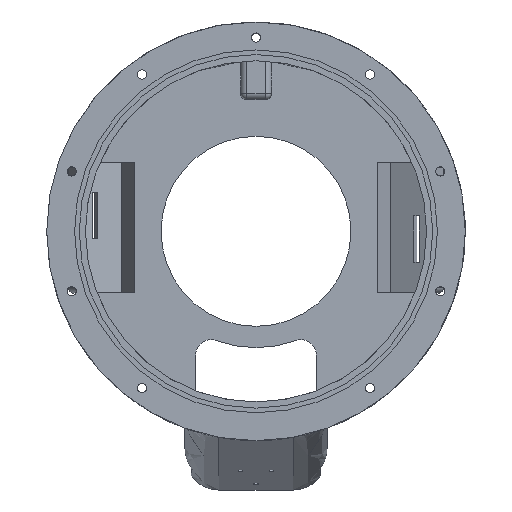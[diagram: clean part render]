
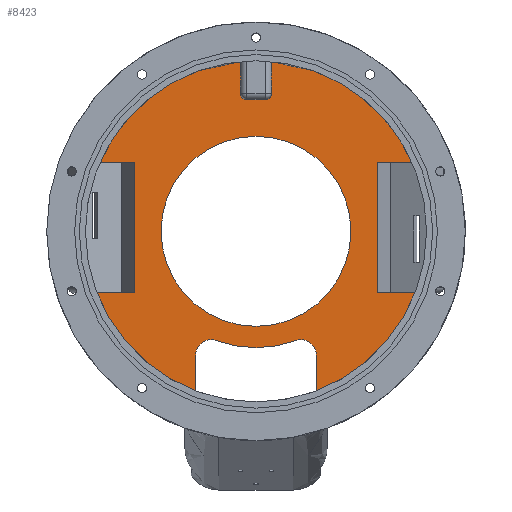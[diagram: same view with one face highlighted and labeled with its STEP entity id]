
A CAD part, front view. The second image highlights one B-rep face of the part: STEP entity #8423.
In plain terms, the highlighted planar face has unit normal (0, -1, 0).
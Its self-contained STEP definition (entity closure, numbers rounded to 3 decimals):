
#25=FACE_BOUND('',#1382,.T.);
#573=CIRCLE('',#8978,110.);
#574=CIRCLE('',#8979,110.);
#575=CIRCLE('',#8980,10.);
#576=CIRCLE('',#8981,75.);
#577=CIRCLE('',#8982,10.);
#578=CIRCLE('',#8983,110.);
#579=CIRCLE('',#8984,61.25);
#897=FACE_OUTER_BOUND('',#1381,.T.);
#1381=EDGE_LOOP('',(#5990,#5991,#5992,#5993,#5994,#5995,#5996,#5997,#5998,
#5999,#6000,#6001,#6002,#6003));
#1382=EDGE_LOOP('',(#6004));
#1908=LINE('',#12163,#2700);
#1913=LINE('',#12193,#2705);
#1954=LINE('',#12513,#2746);
#1957=LINE('',#12535,#2749);
#1958=LINE('',#12543,#2750);
#1959=LINE('',#12547,#2751);
#1960=LINE('',#12549,#2752);
#1961=LINE('',#12550,#2753);
#2700=VECTOR('',#9576,10.);
#2705=VECTOR('',#9587,10.);
#2746=VECTOR('',#9708,10.);
#2749=VECTOR('',#9727,10.);
#2750=VECTOR('',#9734,10.);
#2751=VECTOR('',#9737,10.);
#2752=VECTOR('',#9738,10.);
#2753=VECTOR('',#9739,10.);
#3546=VERTEX_POINT('',#12160);
#3547=VERTEX_POINT('',#12162);
#3552=VERTEX_POINT('',#12190);
#3553=VERTEX_POINT('',#12192);
#3594=VERTEX_POINT('',#12530);
#3595=VERTEX_POINT('',#12532);
#3596=VERTEX_POINT('',#12534);
#3597=VERTEX_POINT('',#12536);
#3598=VERTEX_POINT('',#12538);
#3599=VERTEX_POINT('',#12540);
#3600=VERTEX_POINT('',#12542);
#3601=VERTEX_POINT('',#12544);
#3602=VERTEX_POINT('',#12546);
#3603=VERTEX_POINT('',#12548);
#3604=VERTEX_POINT('',#12551);
#4441=EDGE_CURVE('',#3546,#3547,#1908,.T.);
#4448=EDGE_CURVE('',#3552,#3553,#1913,.T.);
#4515=EDGE_CURVE('',#3553,#3546,#1954,.T.);
#4520=EDGE_CURVE('',#3594,#3547,#573,.T.);
#4521=EDGE_CURVE('',#3552,#3595,#574,.T.);
#4522=EDGE_CURVE('',#3595,#3596,#1957,.T.);
#4523=EDGE_CURVE('',#3596,#3597,#575,.T.);
#4524=EDGE_CURVE('',#3597,#3598,#576,.T.);
#4525=EDGE_CURVE('',#3598,#3599,#577,.T.);
#4526=EDGE_CURVE('',#3599,#3600,#1958,.T.);
#4527=EDGE_CURVE('',#3600,#3601,#578,.T.);
#4528=EDGE_CURVE('',#3602,#3601,#1959,.T.);
#4529=EDGE_CURVE('',#3603,#3602,#1960,.T.);
#4530=EDGE_CURVE('',#3594,#3603,#1961,.T.);
#4531=EDGE_CURVE('',#3604,#3604,#579,.T.);
#5990=ORIENTED_EDGE('',*,*,#4520,.T.);
#5991=ORIENTED_EDGE('',*,*,#4441,.F.);
#5992=ORIENTED_EDGE('',*,*,#4515,.F.);
#5993=ORIENTED_EDGE('',*,*,#4448,.F.);
#5994=ORIENTED_EDGE('',*,*,#4521,.T.);
#5995=ORIENTED_EDGE('',*,*,#4522,.T.);
#5996=ORIENTED_EDGE('',*,*,#4523,.T.);
#5997=ORIENTED_EDGE('',*,*,#4524,.T.);
#5998=ORIENTED_EDGE('',*,*,#4525,.T.);
#5999=ORIENTED_EDGE('',*,*,#4526,.T.);
#6000=ORIENTED_EDGE('',*,*,#4527,.T.);
#6001=ORIENTED_EDGE('',*,*,#4528,.F.);
#6002=ORIENTED_EDGE('',*,*,#4529,.F.);
#6003=ORIENTED_EDGE('',*,*,#4530,.F.);
#6004=ORIENTED_EDGE('',*,*,#4531,.F.);
#8108=PLANE('',#8977);
#8423=ADVANCED_FACE('',(#897,#25),#8108,.T.);
#8977=AXIS2_PLACEMENT_3D('',#12529,#9721,#9722);
#8978=AXIS2_PLACEMENT_3D('',#12531,#9723,#9724);
#8979=AXIS2_PLACEMENT_3D('',#12533,#9725,#9726);
#8980=AXIS2_PLACEMENT_3D('',#12537,#9728,#9729);
#8981=AXIS2_PLACEMENT_3D('',#12539,#9730,#9731);
#8982=AXIS2_PLACEMENT_3D('',#12541,#9732,#9733);
#8983=AXIS2_PLACEMENT_3D('',#12545,#9735,#9736);
#8984=AXIS2_PLACEMENT_3D('',#12552,#9740,#9741);
#9576=DIRECTION('',(-1.,0.,0.));
#9587=DIRECTION('',(1.,0.,0.));
#9708=DIRECTION('',(0.,0.,1.));
#9721=DIRECTION('center_axis',(0.,-1.,0.));
#9722=DIRECTION('ref_axis',(0.,0.,-1.));
#9723=DIRECTION('center_axis',(0.,-1.,0.));
#9724=DIRECTION('ref_axis',(1.,0.,0.));
#9725=DIRECTION('center_axis',(0.,-1.,0.));
#9726=DIRECTION('ref_axis',(1.,0.,0.));
#9727=DIRECTION('',(0.,0.,1.));
#9728=DIRECTION('center_axis',(0.,1.,0.));
#9729=DIRECTION('ref_axis',(-1.,0.,0.));
#9730=DIRECTION('center_axis',(0.,-1.,0.));
#9731=DIRECTION('ref_axis',(-0.341,0.,0.94));
#9732=DIRECTION('center_axis',(0.,1.,0.));
#9733=DIRECTION('ref_axis',(-0.341,0.,0.94));
#9734=DIRECTION('',(0.,0.,-1.));
#9735=DIRECTION('center_axis',(0.,-1.,0.));
#9736=DIRECTION('ref_axis',(1.,0.,0.));
#9737=DIRECTION('',(1.,0.,0.));
#9738=DIRECTION('',(0.,0.,-1.));
#9739=DIRECTION('',(-1.,0.,0.));
#9740=DIRECTION('center_axis',(0.,-1.,0.));
#9741=DIRECTION('ref_axis',(1.,0.,0.));
#12160=CARTESIAN_POINT('',(-78.05,95.5,44.5));
#12162=CARTESIAN_POINT('',(-100.597,95.5,44.5));
#12163=CARTESIAN_POINT('',(-52.261,95.5,44.5));
#12190=CARTESIAN_POINT('',(-102.663,95.5,-39.5));
#12192=CARTESIAN_POINT('',(-78.05,95.5,-39.5));
#12193=CARTESIAN_POINT('',(-37.076,95.5,-39.5));
#12513=CARTESIAN_POINT('',(-78.05,95.5,22.25));
#12529=CARTESIAN_POINT('Origin',(61.25,95.5,0.));
#12530=CARTESIAN_POINT('',(100.597,95.5,44.5));
#12531=CARTESIAN_POINT('Origin',(0.,95.5,0.));
#12532=CARTESIAN_POINT('',(-39.,95.5,-102.854));
#12533=CARTESIAN_POINT('Origin',(0.,95.5,0.));
#12534=CARTESIAN_POINT('',(-39.,95.5,-79.9));
#12535=CARTESIAN_POINT('',(-39.,95.5,-39.95));
#12536=CARTESIAN_POINT('',(-25.588,95.5,-70.5));
#12537=CARTESIAN_POINT('Origin',(-29.,95.5,-79.9));
#12538=CARTESIAN_POINT('',(25.588,95.5,-70.5));
#12539=CARTESIAN_POINT('Origin',(0.,95.5,0.));
#12540=CARTESIAN_POINT('',(39.,95.5,-79.9));
#12541=CARTESIAN_POINT('Origin',(29.,95.5,-79.9));
#12542=CARTESIAN_POINT('',(39.,95.5,-102.854));
#12543=CARTESIAN_POINT('',(39.,95.5,-67.5));
#12544=CARTESIAN_POINT('',(102.663,95.5,-39.5));
#12545=CARTESIAN_POINT('Origin',(0.,95.5,0.));
#12546=CARTESIAN_POINT('',(78.05,95.5,-39.5));
#12547=CARTESIAN_POINT('',(37.076,95.5,-39.5));
#12548=CARTESIAN_POINT('',(78.05,95.5,44.5));
#12549=CARTESIAN_POINT('',(78.05,95.5,22.25));
#12550=CARTESIAN_POINT('',(52.261,95.5,44.5));
#12551=CARTESIAN_POINT('',(-61.25,95.5,0.));
#12552=CARTESIAN_POINT('Origin',(0.,95.5,0.));
